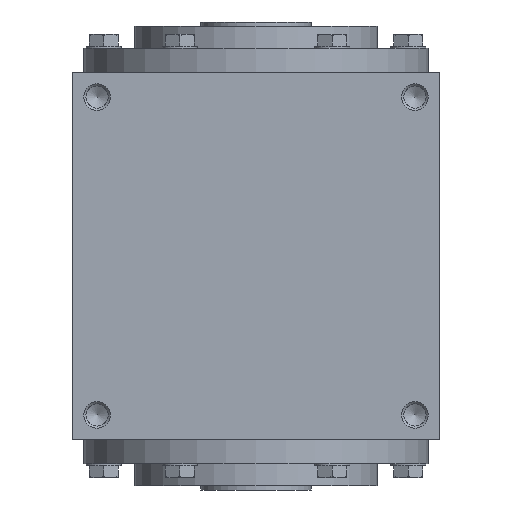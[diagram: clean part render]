
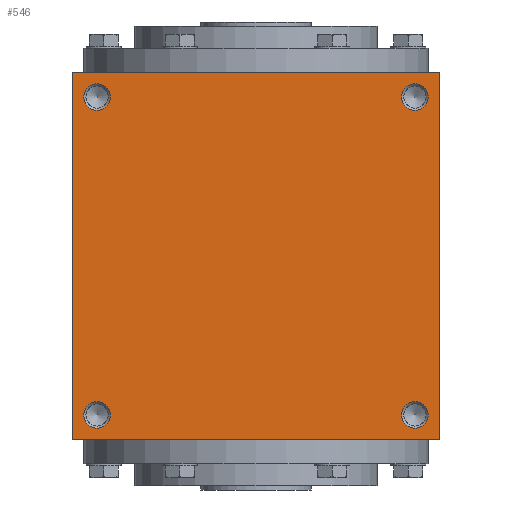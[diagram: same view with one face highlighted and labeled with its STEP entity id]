
A CAD part, left-side view. The second image highlights one B-rep face of the part: STEP entity #546.
In plain terms, the highlighted face is planar.
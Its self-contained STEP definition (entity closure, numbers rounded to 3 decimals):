
#546 = ADVANCED_FACE( '', ( #1128, #1129, #1130, #1131, #1132 ), #1133, .F. );
#1128 = FACE_BOUND( '', #1895, .T. );
#1129 = FACE_BOUND( '', #1896, .T. );
#1130 = FACE_BOUND( '', #1897, .T. );
#1131 = FACE_BOUND( '', #1898, .T. );
#1132 = FACE_OUTER_BOUND( '', #1899, .T. );
#1133 = PLANE( '', #1900 );
#1895 = EDGE_LOOP( '', ( #2877 ) );
#1896 = EDGE_LOOP( '', ( #2878 ) );
#1897 = EDGE_LOOP( '', ( #2879 ) );
#1898 = EDGE_LOOP( '', ( #2880 ) );
#1899 = EDGE_LOOP( '', ( #2881, #2882, #2883, #2884 ) );
#1900 = AXIS2_PLACEMENT_3D( '', #2885, #2886, #2887 );
#2877 = ORIENTED_EDGE( '', *, *, #4302, .F. );
#2878 = ORIENTED_EDGE( '', *, *, #4303, .T. );
#2879 = ORIENTED_EDGE( '', *, *, #4304, .F. );
#2880 = ORIENTED_EDGE( '', *, *, #4305, .T. );
#2881 = ORIENTED_EDGE( '', *, *, #4306, .F. );
#2882 = ORIENTED_EDGE( '', *, *, #4307, .F. );
#2883 = ORIENTED_EDGE( '', *, *, #4308, .F. );
#2884 = ORIENTED_EDGE( '', *, *, #4309, .F. );
#2885 = CARTESIAN_POINT( '', ( 0., 0., -83. ) );
#2886 = DIRECTION( '', ( 0., 0., 1. ) );
#2887 = DIRECTION( '', ( 1., 0., 0. ) );
#4302 = EDGE_CURVE( '', #5069, #5069, #5070, .T. );
#4303 = EDGE_CURVE( '', #5071, #5071, #5072, .T. );
#4304 = EDGE_CURVE( '', #5073, #5073, #5074, .T. );
#4305 = EDGE_CURVE( '', #5075, #5075, #5076, .T. );
#4306 = EDGE_CURVE( '', #5077, #5078, #5079, .T. );
#4307 = EDGE_CURVE( '', #5080, #5077, #5081, .T. );
#4308 = EDGE_CURVE( '', #5082, #5080, #5083, .T. );
#4309 = EDGE_CURVE( '', #5078, #5082, #5084, .T. );
#5069 = VERTEX_POINT( '', #6090 );
#5070 = CIRCLE( '', #6091, 6. );
#5071 = VERTEX_POINT( '', #6092 );
#5072 = CIRCLE( '', #6093, 6. );
#5073 = VERTEX_POINT( '', #6094 );
#5074 = CIRCLE( '', #6095, 6. );
#5075 = VERTEX_POINT( '', #6096 );
#5076 = CIRCLE( '', #6097, 6. );
#5077 = VERTEX_POINT( '', #6098 );
#5078 = VERTEX_POINT( '', #6099 );
#5079 = LINE( '', #6100, #6101 );
#5080 = VERTEX_POINT( '', #6102 );
#5081 = LINE( '', #6103, #6104 );
#5082 = VERTEX_POINT( '', #6105 );
#5083 = LINE( '', #6106, #6107 );
#5084 = LINE( '', #6108, #6109 );
#6090 = CARTESIAN_POINT( '', ( -78., 72., -83. ) );
#6091 = AXIS2_PLACEMENT_3D( '', #7149, #7150, #7151 );
#6092 = CARTESIAN_POINT( '', ( 78., 72., -83. ) );
#6093 = AXIS2_PLACEMENT_3D( '', #7152, #7153, #7154 );
#6094 = CARTESIAN_POINT( '', ( -78., -72., -83. ) );
#6095 = AXIS2_PLACEMENT_3D( '', #7155, #7156, #7157 );
#6096 = CARTESIAN_POINT( '', ( 78., -72., -83. ) );
#6097 = AXIS2_PLACEMENT_3D( '', #7158, #7159, #7160 );
#6098 = CARTESIAN_POINT( '', ( -83., 83., -83. ) );
#6099 = CARTESIAN_POINT( '', ( -83., -83., -83. ) );
#6100 = CARTESIAN_POINT( '', ( -83., 83., -83. ) );
#6101 = VECTOR( '', #7161, 1000. );
#6102 = CARTESIAN_POINT( '', ( 83., 83., -83. ) );
#6103 = CARTESIAN_POINT( '', ( 83., 83., -83. ) );
#6104 = VECTOR( '', #7162, 1000. );
#6105 = CARTESIAN_POINT( '', ( 83., -83., -83. ) );
#6106 = CARTESIAN_POINT( '', ( 83., -83., -83. ) );
#6107 = VECTOR( '', #7163, 1000. );
#6108 = CARTESIAN_POINT( '', ( -83., -83., -83. ) );
#6109 = VECTOR( '', #7164, 1000. );
#7149 = CARTESIAN_POINT( '', ( -72., 72., -83. ) );
#7150 = DIRECTION( '', ( 0., 0., -1. ) );
#7151 = DIRECTION( '', ( -1., 0., 0. ) );
#7152 = CARTESIAN_POINT( '', ( 72., 72., -83. ) );
#7153 = DIRECTION( '', ( 0., 0., 1. ) );
#7154 = DIRECTION( '', ( 1., 0., 0. ) );
#7155 = CARTESIAN_POINT( '', ( -72., -72., -83. ) );
#7156 = DIRECTION( '', ( 0., 0., -1. ) );
#7157 = DIRECTION( '', ( -1., 0., 0. ) );
#7158 = CARTESIAN_POINT( '', ( 72., -72., -83. ) );
#7159 = DIRECTION( '', ( 0., 0., 1. ) );
#7160 = DIRECTION( '', ( 1., 0., 0. ) );
#7161 = DIRECTION( '', ( 0., -1., 0. ) );
#7162 = DIRECTION( '', ( -1., 0., 0. ) );
#7163 = DIRECTION( '', ( 0., 1., 0. ) );
#7164 = DIRECTION( '', ( 1., 0., 0. ) );
